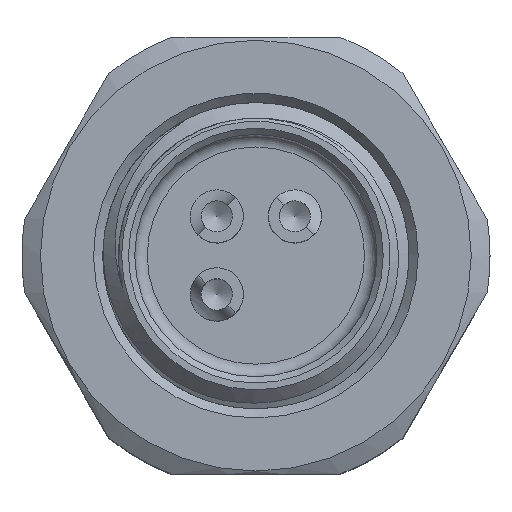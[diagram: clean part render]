
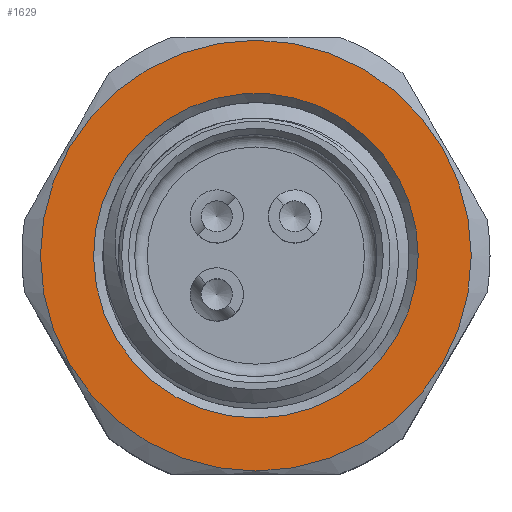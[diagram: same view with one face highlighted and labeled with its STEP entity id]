
A CAD part, top view. The second image highlights one B-rep face of the part: STEP entity #1629.
In plain terms, the highlighted planar face has unit normal (0, 0, 1).
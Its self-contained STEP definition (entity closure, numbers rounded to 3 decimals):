
#1629=ADVANCED_FACE('',(#1868,#1869),#1772,.T.);
#1772=PLANE('',#3811);
#1868=FACE_BOUND('',#2032,.T.);
#1869=FACE_BOUND('',#2033,.T.);
#2032=EDGE_LOOP('',(#2427));
#2033=EDGE_LOOP('',(#2428));
#2427=ORIENTED_EDGE('',*,*,#3292,.T.);
#2428=ORIENTED_EDGE('',*,*,#3329,.T.);
#3007=VERTEX_POINT('',#9691);
#3034=VERTEX_POINT('',#9799);
#3292=EDGE_CURVE('',#3007,#3007,#3607,.T.);
#3329=EDGE_CURVE('',#3034,#3034,#3622,.T.);
#3607=CIRCLE('',#3781,2.6);
#3622=CIRCLE('',#3810,3.45);
#3781=AXIS2_PLACEMENT_3D('',#9690,#4197,#4198);
#3810=AXIS2_PLACEMENT_3D('',#9798,#4267,#4268);
#3811=AXIS2_PLACEMENT_3D('',#9800,#4269,#4270);
#4197=DIRECTION('',(0.,0.,-1.));
#4198=DIRECTION('',(1.,0.,0.));
#4267=DIRECTION('',(0.,0.,1.));
#4268=DIRECTION('',(1.,0.,0.));
#4269=DIRECTION('',(0.,0.,1.));
#4270=DIRECTION('',(-1.,0.,0.));
#9690=CARTESIAN_POINT('',(0.,0.,11.4));
#9691=CARTESIAN_POINT('',(2.6,0.,11.4));
#9798=CARTESIAN_POINT('',(0.,0.,11.4));
#9799=CARTESIAN_POINT('',(3.45,0.,11.4));
#9800=CARTESIAN_POINT('',(0.,0.,11.4));
